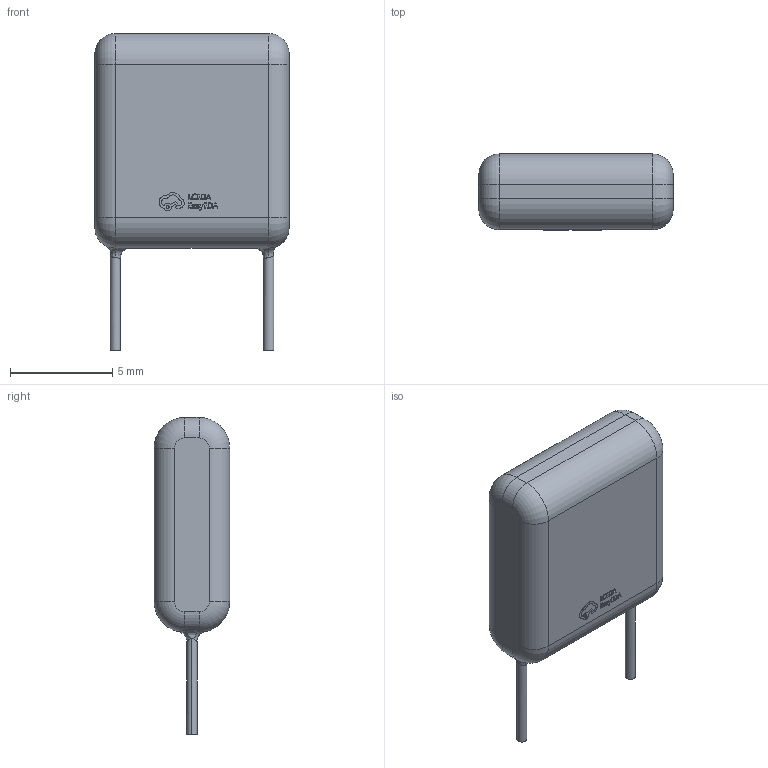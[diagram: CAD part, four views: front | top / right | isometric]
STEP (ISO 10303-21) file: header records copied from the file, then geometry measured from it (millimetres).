
FILE_DESCRIPTION (( 'STEP AP214' ), '1' );
FILE_NAME ('CAP-TH_L9.5-W3.7-P7.50-D0.5.STEP', '2023-02-09T01:36:57', ( 'PC' ), ( 'Microsoft' ), 'SwSTEP 2.0', 'SolidWorks 2020', '' );
FILE_SCHEMA (( 'AUTOMOTIVE_DESIGN' ));
Length unit declared in the file: millimetre
Products named in the file (1): CAP-TH_L9.5-W3.7-P7.50-D0.5
Bounding box: 9.5 x 3.71 x 15.5 mm (x, y, z)
Volume: 342.4 mm3; surface area: 311.8 mm2
Topology: 1 solids, 1 shells, 269 faces, 719 edges, 471 vertices
Faces by surface type: plane 134, bspline 108, cylinder 16, torus 11
Entity records: 12022 total; most frequent: CARTESIAN_POINT 3038, ORIENTED_EDGE 1438, DIRECTION 877, EDGE_CURVE 719, VERTEX_POINT 471, VECTOR 441, LINE 441, EDGE_LOOP 288
